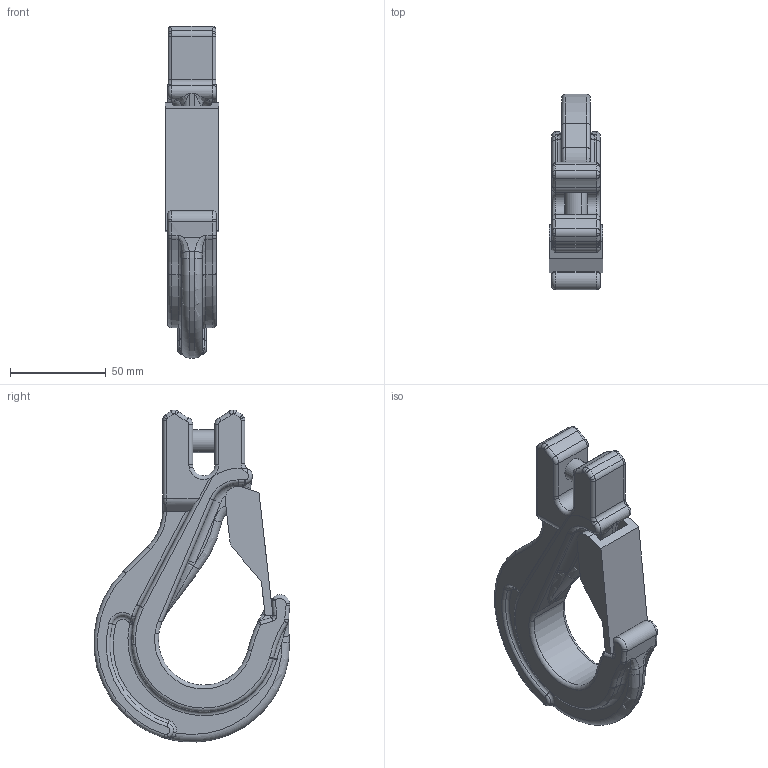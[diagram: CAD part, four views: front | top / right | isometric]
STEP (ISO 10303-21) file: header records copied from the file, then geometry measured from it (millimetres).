
FILE_DESCRIPTION(('CATIA V5 STEP Exchange'),'2;1');
FILE_NAME('X-043_S-10.stp','2019-07-16T06:00:02+00:00',('none'),('none'),'CATIA Version 5 Release 21 GA (IN-10)','CATIA V5 STEP AP203','none');
FILE_SCHEMA(('CONFIG_CONTROL_DESIGN'));
Length unit declared in the file: millimetre
Products named in the file (1): X-043/S-10
Bounding box: 28 x 102.47 x 173.76 mm (x, y, z)
Volume: 164321.5 mm3; surface area: 36881.7 mm2
Topology: 1 solids, 1 shells, 296 faces, 747 edges, 435 vertices
Faces by surface type: torus 96, cylinder 95, plane 45, bspline 28, revolution 20, sphere 12
Entity records: 11030 total; most frequent: CARTESIAN_POINT 4581, ORIENTED_EDGE 1458, DIRECTION 1045, EDGE_CURVE 729, AXIS2_PLACEMENT_3D 604, VERTEX_POINT 435, CIRCLE 380, EDGE_LOOP 298
